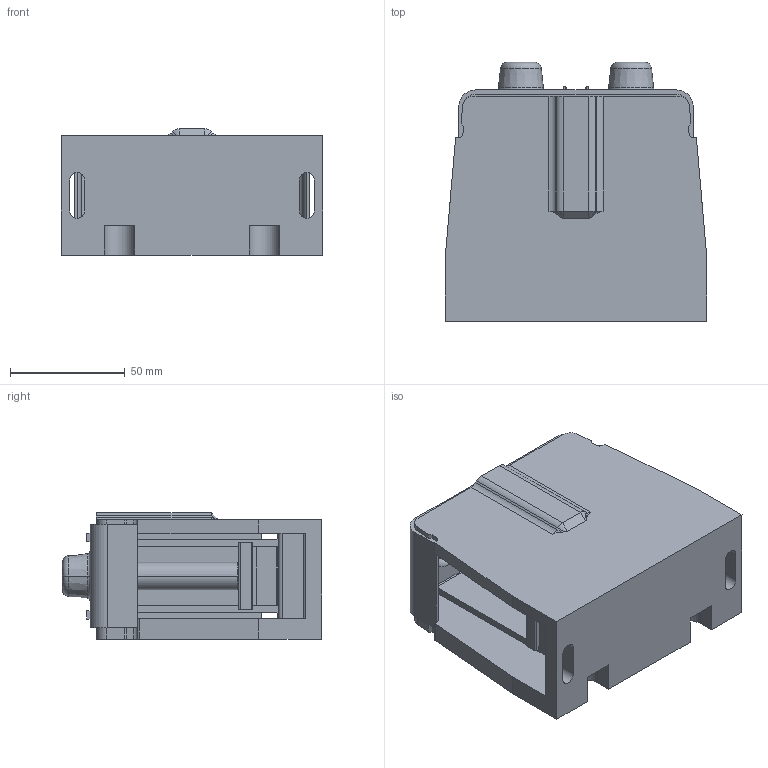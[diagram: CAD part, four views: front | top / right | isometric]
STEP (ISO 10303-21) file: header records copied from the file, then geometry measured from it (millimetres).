
FILE_DESCRIPTION((''),'2;1');
FILE_NAME('240_ASM','2024-01-29T',('dell'),(''),'PRO/ENGINEER BY PARAMETRIC TECHNOLOGY CORPORATION, 2013230','PRO/ENGINEER BY PARAMETRIC TECHNOLOGY CORPORATION, 2013230','');
FILE_SCHEMA(('AUTOMOTIVE_DESIGN { 1 0 10303 214 1 1 1 1 }'));
Length unit declared in the file: millimetre
Products named in the file (1): 240_ASM
Bounding box: 114 x 112.8 x 55 mm (x, y, z)
Volume: 342430.6 mm3; surface area: 108709.7 mm2
Topology: 3 solids, 3 shells, 437 faces, 1318 edges, 868 vertices
Faces by surface type: plane 270, cylinder 135, cone 16, torus 16
Entity records: 16168 total; most frequent: CARTESIAN_POINT 3166, ORIENTED_EDGE 2636, DIRECTION 2357, EDGE_CURVE 1318, VECTOR 959, LINE 959, VERTEX_POINT 868, AXIS2_PLACEMENT_3D 699
